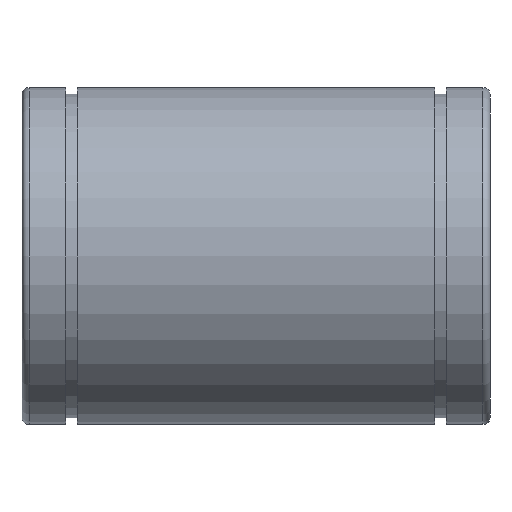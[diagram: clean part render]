
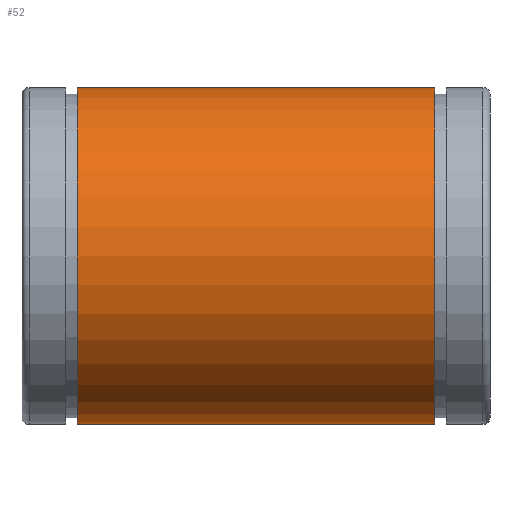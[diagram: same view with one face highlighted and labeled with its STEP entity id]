
A CAD part, front view. The second image highlights one B-rep face of the part: STEP entity #52.
In plain terms, the highlighted cylindrical face has radius 45 mm (diameter 90 mm), a full revolution.
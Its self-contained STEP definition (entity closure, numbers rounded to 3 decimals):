
#52 = ADVANCED_FACE( '', ( #113, #114 ), #115, .T. );
#113 = FACE_OUTER_BOUND( '', #184, .T. );
#114 = FACE_OUTER_BOUND( '', #185, .T. );
#115 = CYLINDRICAL_SURFACE( '', #186, 45. );
#184 = EDGE_LOOP( '', ( #261 ) );
#185 = EDGE_LOOP( '', ( #262 ) );
#186 = AXIS2_PLACEMENT_3D( '', #263, #264, #265 );
#261 = ORIENTED_EDGE( '', *, *, #337, .T. );
#262 = ORIENTED_EDGE( '', *, *, #339, .F. );
#263 = CARTESIAN_POINT( '', ( 125., 0., 0. ) );
#264 = DIRECTION( '', ( -1., 0., 0. ) );
#265 = DIRECTION( '', ( 0., 0., -1. ) );
#337 = EDGE_CURVE( '', #380, #380, #381, .T. );
#339 = EDGE_CURVE( '', #383, #383, #384, .T. );
#380 = VERTEX_POINT( '', #428 );
#381 = CIRCLE( '', #429, 45. );
#383 = VERTEX_POINT( '', #431 );
#384 = CIRCLE( '', #432, 45. );
#428 = CARTESIAN_POINT( '', ( 14.8, 0., -45. ) );
#429 = AXIS2_PLACEMENT_3D( '', #481, #482, #483 );
#431 = CARTESIAN_POINT( '', ( 110.2, 0., -45. ) );
#432 = AXIS2_PLACEMENT_3D( '', #484, #485, #486 );
#481 = CARTESIAN_POINT( '', ( 14.8, 0., 0. ) );
#482 = DIRECTION( '', ( 1., 0., 0. ) );
#483 = DIRECTION( '', ( 0., 0., -1. ) );
#484 = CARTESIAN_POINT( '', ( 110.2, 0., 0. ) );
#485 = DIRECTION( '', ( 1., 0., 0. ) );
#486 = DIRECTION( '', ( 0., 0., -1. ) );
